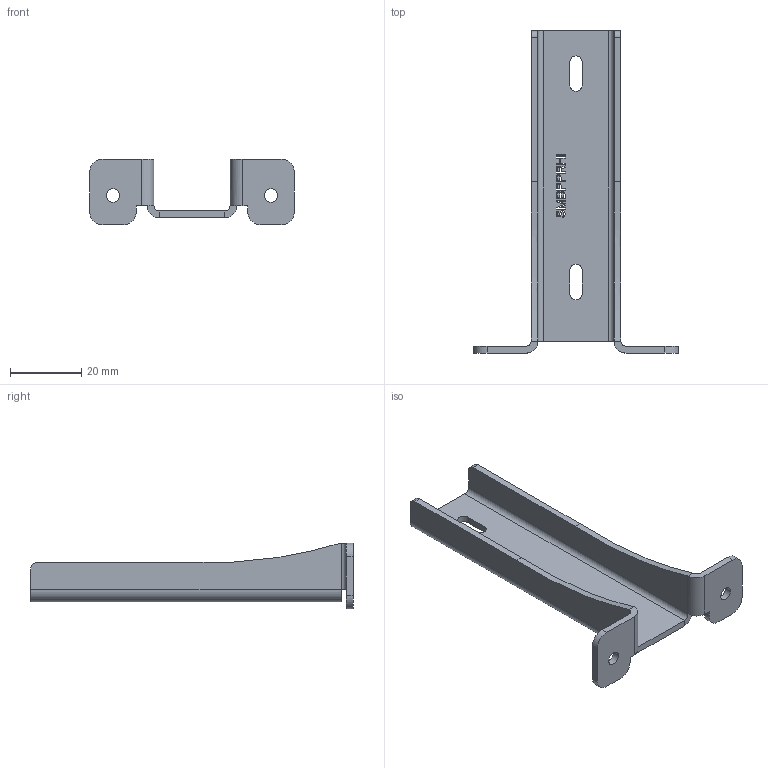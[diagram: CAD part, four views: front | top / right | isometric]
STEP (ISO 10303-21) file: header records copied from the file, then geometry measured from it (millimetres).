
FILE_DESCRIPTION((''),'2;1');
FILE_NAME('147397_ASM','2015-10-08T',('pdmadmin'),(''),'PRO/ENGINEER BY PARAMETRIC TECHNOLOGY CORPORATION, 2013230','PRO/ENGINEER BY PARAMETRIC TECHNOLOGY CORPORATION, 2013230','');
FILE_SCHEMA(('CONFIG_CONTROL_DESIGN'));
Length unit declared in the file: inch
Products named in the file (2): 135196; 147397_ASM
Assembly tree (1 placements, depth 2):
  147397_ASM
    135196
Bounding box: 57.56 x 90.55 x 18.54 mm (x, y, z)
Volume: 8081.5 mm3; surface area: 9501.5 mm2
Topology: 6 solids, 6 shells, 273 faces, 755 edges, 494 vertices
Faces by surface type: plane 247, cylinder 24, extrusion 2
Entity records: 8658 total; most frequent: CARTESIAN_POINT 1545, ORIENTED_EDGE 1510, DIRECTION 1355, EDGE_CURVE 755, VECTOR 699, LINE 697, VERTEX_POINT 494, AXIS2_PLACEMENT_3D 328
